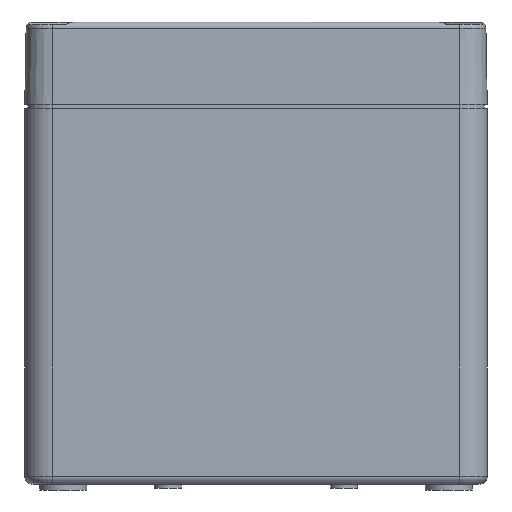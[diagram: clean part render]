
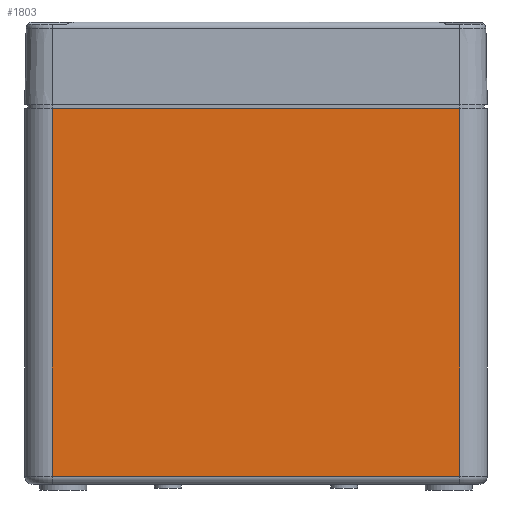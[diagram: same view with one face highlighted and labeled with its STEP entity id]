
A CAD part, left-side view. The second image highlights one B-rep face of the part: STEP entity #1803.
In plain terms, the highlighted planar face has unit normal (-1, 0, 0).
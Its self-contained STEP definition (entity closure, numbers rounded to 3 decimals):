
#1803 = ADVANCED_FACE( '', ( #3729 ), #3730, .F. );
#3729 = FACE_OUTER_BOUND( '', #5689, .T. );
#3730 = PLANE( '', #5690 );
#5689 = EDGE_LOOP( '', ( #10821, #10822, #10823, #10824 ) );
#5690 = AXIS2_PLACEMENT_3D( '', #10825, #10826, #10827 );
#10821 = ORIENTED_EDGE( '', *, *, #12860, .F. );
#10822 = ORIENTED_EDGE( '', *, *, #12960, .F. );
#10823 = ORIENTED_EDGE( '', *, *, #12639, .T. );
#10824 = ORIENTED_EDGE( '', *, *, #13444, .T. );
#10825 = CARTESIAN_POINT( '', ( -41., 37., -68.5 ) );
#10826 = DIRECTION( '', ( 1., 0., 0. ) );
#10827 = DIRECTION( '', ( 0., 0., -1. ) );
#12639 = EDGE_CURVE( '', #15601, #15599, #15602, .T. );
#12860 = EDGE_CURVE( '', #15908, #15910, #15911, .T. );
#12960 = EDGE_CURVE( '', #15601, #15908, #16038, .T. );
#13444 = EDGE_CURVE( '', #15599, #15910, #16610, .T. );
#15599 = VERTEX_POINT( '', #19885 );
#15601 = VERTEX_POINT( '', #19887 );
#15602 = LINE( '', #19888, #19889 );
#15908 = VERTEX_POINT( '', #20408 );
#15910 = VERTEX_POINT( '', #20410 );
#15911 = LINE( '', #20411, #20412 );
#16038 = LINE( '', #20630, #20631 );
#16610 = LINE( '', #21514, #21515 );
#19885 = CARTESIAN_POINT( '', ( -41., -37., -68.5 ) );
#19887 = CARTESIAN_POINT( '', ( -41., 37., -68.5 ) );
#19888 = CARTESIAN_POINT( '', ( -41., 37., -68.5 ) );
#19889 = VECTOR( '', #23148, 1000. );
#20408 = CARTESIAN_POINT( '', ( -41., 37., -1.7 ) );
#20410 = CARTESIAN_POINT( '', ( -41., -37., -1.7 ) );
#20411 = CARTESIAN_POINT( '', ( -41., 37., -1.7 ) );
#20412 = VECTOR( '', #23396, 1000. );
#20630 = CARTESIAN_POINT( '', ( -41., 37., -68.5 ) );
#20631 = VECTOR( '', #23486, 1000. );
#21514 = CARTESIAN_POINT( '', ( -41., -37., -68.5 ) );
#21515 = VECTOR( '', #23940, 1000. );
#23148 = DIRECTION( '', ( 0., -1., 0. ) );
#23396 = DIRECTION( '', ( 0., -1., 0. ) );
#23486 = DIRECTION( '', ( 0., 0., 1. ) );
#23940 = DIRECTION( '', ( 0., 0., 1. ) );
